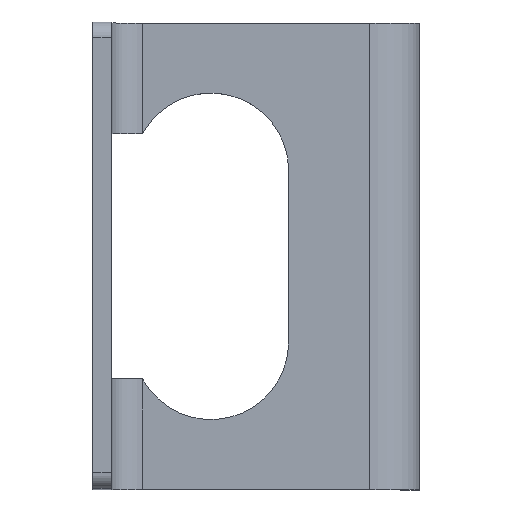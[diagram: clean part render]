
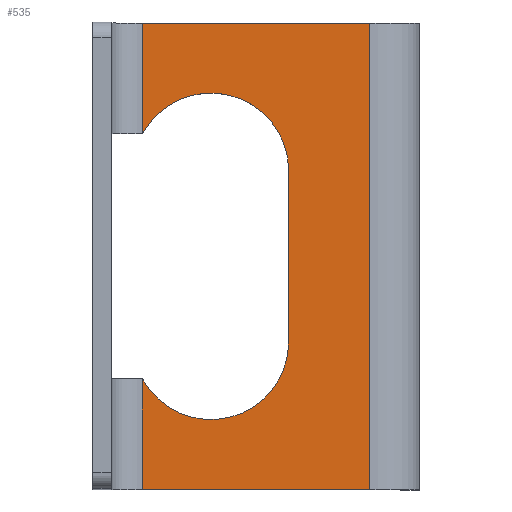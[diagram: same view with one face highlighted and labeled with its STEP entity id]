
A CAD part, top view. The second image highlights one B-rep face of the part: STEP entity #535.
In plain terms, the highlighted planar face has unit normal (0, 0, 1).
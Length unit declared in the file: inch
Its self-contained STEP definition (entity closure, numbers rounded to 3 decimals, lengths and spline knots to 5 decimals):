
#22 = EDGE_CURVE ( 'NONE', #1110, #93, #969, .T. ) ;
#34 = EDGE_CURVE ( 'NONE', #93, #745, #463, .T. ) ;
#51 = CARTESIAN_POINT ( 'NONE',  ( 0.49606, 0.21654, 0.04724 ) ) ;
#58 = VECTOR ( 'NONE', #1459, 39.37008 ) ;
#93 = VERTEX_POINT ( 'NONE', #221 ) ;
#98 = DIRECTION ( 'NONE',  ( 1., 0., 0. ) ) ;
#141 = ORIENTED_EDGE ( 'NONE', *, *, #1418, .T. ) ;
#149 = CARTESIAN_POINT ( 'NONE',  ( 0.70079, 0.59055, 0.04724 ) ) ;
#159 = CARTESIAN_POINT ( 'NONE',  ( 0.49606, -0.21654, 0.04724 ) ) ;
#196 = EDGE_CURVE ( 'NONE', #725, #295, #500, .T. ) ;
#221 = CARTESIAN_POINT ( 'NONE',  ( 0.12598, -0.59055, 0.04724 ) ) ;
#224 = CARTESIAN_POINT ( 'NONE',  ( 0., -0.59055, 0.04724 ) ) ;
#238 = VERTEX_POINT ( 'NONE', #149 ) ;
#239 = VERTEX_POINT ( 'NONE', #1116 ) ;
#295 = VERTEX_POINT ( 'NONE', #159 ) ;
#297 = DIRECTION ( 'NONE',  ( -1., 0., 0. ) ) ;
#330 = ORIENTED_EDGE ( 'NONE', *, *, #1337, .T. ) ;
#352 = DIRECTION ( 'NONE',  ( 0., -1., 0. ) ) ;
#373 = EDGE_CURVE ( 'NONE', #238, #745, #937, .T. ) ;
#423 = FACE_OUTER_BOUND ( 'NONE', #449, .T. ) ;
#449 = EDGE_LOOP ( 'NONE', ( #686, #486, #330, #781, #710, #141, #813, #1170 ) ) ;
#463 = LINE ( 'NONE', #224, #58 ) ;
#465 = LINE ( 'NONE', #894, #1031 ) ;
#484 = DIRECTION ( 'NONE',  ( 1., 0., 0. ) ) ;
#486 = ORIENTED_EDGE ( 'NONE', *, *, #949, .T. ) ;
#500 = LINE ( 'NONE', #1016, #1500 ) ;
#535 = ADVANCED_FACE ( 'NONE', ( #423 ), #700, .T. ) ;
#538 = CARTESIAN_POINT ( 'NONE',  ( 0.70079, -0.59055, 0.04724 ) ) ;
#562 = DIRECTION ( 'NONE',  ( 0., -1., 0. ) ) ;
#576 = CARTESIAN_POINT ( 'NONE',  ( 0.12599, -0.31004, 0.04724 ) ) ;
#596 = CARTESIAN_POINT ( 'NONE',  ( 0.29921, 0.21654, 0.04724 ) ) ;
#603 = CIRCLE ( 'NONE', #890, 0.19685 ) ;
#606 = AXIS2_PLACEMENT_3D ( 'NONE', #829, #716, #98 ) ;
#686 = ORIENTED_EDGE ( 'NONE', *, *, #373, .F. ) ;
#694 = CIRCLE ( 'NONE', #1356, 0.19685 ) ;
#700 = PLANE ( 'NONE',  #606 ) ;
#710 = ORIENTED_EDGE ( 'NONE', *, *, #196, .T. ) ;
#716 = DIRECTION ( 'NONE',  ( 0., 0., 1. ) ) ;
#722 = CARTESIAN_POINT ( 'NONE',  ( 0.29921, -0.21654, 0.04724 ) ) ;
#725 = VERTEX_POINT ( 'NONE', #51 ) ;
#731 = DIRECTION ( 'NONE',  ( 1., 0., 0. ) ) ;
#745 = VERTEX_POINT ( 'NONE', #928 ) ;
#781 = ORIENTED_EDGE ( 'NONE', *, *, #1157, .T. ) ;
#782 = DIRECTION ( 'NONE',  ( 0., -1., 0. ) ) ;
#798 = CARTESIAN_POINT ( 'NONE',  ( 0.12598, -0.59055, 0.04724 ) ) ;
#813 = ORIENTED_EDGE ( 'NONE', *, *, #22, .T. ) ;
#829 = CARTESIAN_POINT ( 'NONE',  ( 0., 0., 0.04724 ) ) ;
#839 = DIRECTION ( 'NONE',  ( 0., 0., -1. ) ) ;
#890 = AXIS2_PLACEMENT_3D ( 'NONE', #722, #1076, #484 ) ;
#894 = CARTESIAN_POINT ( 'NONE',  ( 0.82677, 0.59055, 0.04724 ) ) ;
#928 = CARTESIAN_POINT ( 'NONE',  ( 0.70079, -0.59055, 0.04724 ) ) ;
#934 = VECTOR ( 'NONE', #352, 39.37008 ) ;
#937 = LINE ( 'NONE', #538, #1364 ) ;
#949 = EDGE_CURVE ( 'NONE', #238, #239, #465, .T. ) ;
#969 = LINE ( 'NONE', #1083, #934 ) ;
#1016 = CARTESIAN_POINT ( 'NONE',  ( 0.49606, 0., 0.04724 ) ) ;
#1031 = VECTOR ( 'NONE', #297, 39.37008 ) ;
#1067 = LINE ( 'NONE', #798, #1108 ) ;
#1076 = DIRECTION ( 'NONE',  ( 0., 0., -1. ) ) ;
#1083 = CARTESIAN_POINT ( 'NONE',  ( 0.12598, -0.59055, 0.04724 ) ) ;
#1108 = VECTOR ( 'NONE', #562, 39.37008 ) ;
#1110 = VERTEX_POINT ( 'NONE', #576 ) ;
#1116 = CARTESIAN_POINT ( 'NONE',  ( 0.12598, 0.59055, 0.04724 ) ) ;
#1126 = DIRECTION ( 'NONE',  ( 0., -1., 0. ) ) ;
#1157 = EDGE_CURVE ( 'NONE', #1183, #725, #694, .T. ) ;
#1170 = ORIENTED_EDGE ( 'NONE', *, *, #34, .T. ) ;
#1183 = VERTEX_POINT ( 'NONE', #1331 ) ;
#1331 = CARTESIAN_POINT ( 'NONE',  ( 0.12599, 0.31004, 0.04724 ) ) ;
#1337 = EDGE_CURVE ( 'NONE', #239, #1183, #1067, .T. ) ;
#1356 = AXIS2_PLACEMENT_3D ( 'NONE', #596, #839, #731 ) ;
#1364 = VECTOR ( 'NONE', #782, 39.37008 ) ;
#1418 = EDGE_CURVE ( 'NONE', #295, #1110, #603, .T. ) ;
#1459 = DIRECTION ( 'NONE',  ( 1., 0., 0. ) ) ;
#1500 = VECTOR ( 'NONE', #1126, 39.37008 ) ;
